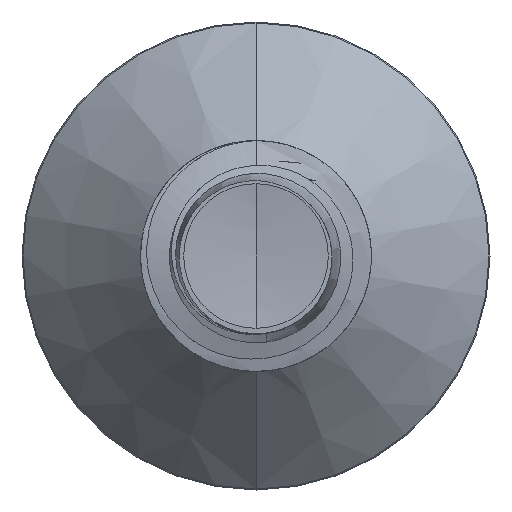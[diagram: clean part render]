
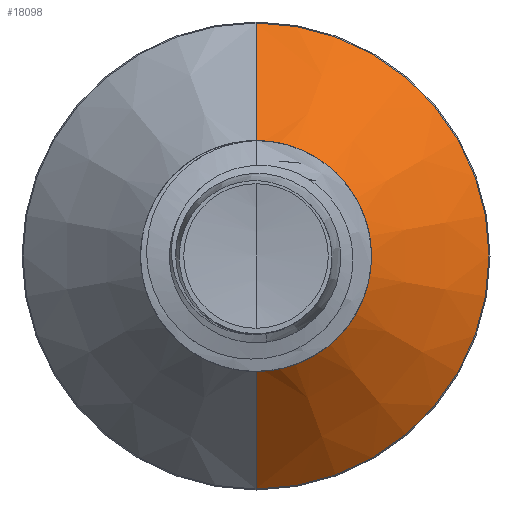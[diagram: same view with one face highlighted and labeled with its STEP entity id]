
A CAD part, front view. The second image highlights one B-rep face of the part: STEP entity #18098.
In plain terms, the highlighted conical face has half-angle 45 degrees and reference radius 0.859 mm.
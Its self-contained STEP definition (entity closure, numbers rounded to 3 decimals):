
#108 = ORIENTED_EDGE ( 'NONE', *, *, #20195, .T. ) ;
#130 = ORIENTED_EDGE ( 'NONE', *, *, #15077, .F. ) ;
#1794 = EDGE_LOOP ( 'NONE', ( #12998, #108, #6120, #130 ) ) ;
#2316 = VERTEX_POINT ( 'NONE', #5582 ) ;
#2661 = CARTESIAN_POINT ( 'NONE',  ( 0., 6.684, 0. ) ) ;
#2830 = VECTOR ( 'NONE', #11344, 1000. ) ;
#3105 = CIRCLE ( 'NONE', #7191, 0.859 ) ;
#3555 = CARTESIAN_POINT ( 'NONE',  ( 0., 7.642, 0. ) ) ;
#3655 = FACE_OUTER_BOUND ( 'NONE', #1794, .T. ) ;
#4009 = DIRECTION ( 'NONE',  ( 0., 0., 1. ) ) ;
#4198 = VERTEX_POINT ( 'NONE', #4679 ) ;
#4360 = DIRECTION ( 'NONE',  ( 0., 0., 1. ) ) ;
#4679 = CARTESIAN_POINT ( 'NONE',  ( 0., 7.642, -1.817 ) ) ;
#4886 = AXIS2_PLACEMENT_3D ( 'NONE', #13912, #20281, #4009 ) ;
#5249 = DIRECTION ( 'NONE',  ( 0., 0., 1. ) ) ;
#5582 = CARTESIAN_POINT ( 'NONE',  ( 0., 6.684, 0.859 ) ) ;
#6120 = ORIENTED_EDGE ( 'NONE', *, *, #17779, .F. ) ;
#7191 = AXIS2_PLACEMENT_3D ( 'NONE', #2661, #14252, #4360 ) ;
#7644 = CONICAL_SURFACE ( 'NONE', #4886, 0.859, 0.785 ) ;
#7901 = CARTESIAN_POINT ( 'NONE',  ( 0., 6.684, 0.859 ) ) ;
#9707 = CIRCLE ( 'NONE', #18554, 1.817 ) ;
#9731 = CARTESIAN_POINT ( 'NONE',  ( 0., 6.684, -0.859 ) ) ;
#10223 = VERTEX_POINT ( 'NONE', #15852 ) ;
#11344 = DIRECTION ( 'NONE',  ( 0., 0.707, -0.707 ) ) ;
#12003 = LINE ( 'NONE', #7901, #20116 ) ;
#12234 = LINE ( 'NONE', #9731, #2830 ) ;
#12795 = CARTESIAN_POINT ( 'NONE',  ( 0., 7.642, 1.817 ) ) ;
#12998 = ORIENTED_EDGE ( 'NONE', *, *, #18360, .T. ) ;
#13912 = CARTESIAN_POINT ( 'NONE',  ( 0., 6.684, 0. ) ) ;
#14252 = DIRECTION ( 'NONE',  ( 0., 1., 0. ) ) ;
#15077 = EDGE_CURVE ( 'NONE', #2316, #16957, #12003, .T. ) ;
#15133 = DIRECTION ( 'NONE',  ( 0., 1., 0. ) ) ;
#15852 = CARTESIAN_POINT ( 'NONE',  ( 0., 6.684, -0.859 ) ) ;
#16957 = VERTEX_POINT ( 'NONE', #12795 ) ;
#17779 = EDGE_CURVE ( 'NONE', #16957, #4198, #9707, .T. ) ;
#18098 = ADVANCED_FACE ( 'NONE', ( #3655 ), #7644, .T. ) ;
#18360 = EDGE_CURVE ( 'NONE', #2316, #10223, #3105, .T. ) ;
#18554 = AXIS2_PLACEMENT_3D ( 'NONE', #3555, #15133, #5249 ) ;
#20116 = VECTOR ( 'NONE', #21011, 1000. ) ;
#20195 = EDGE_CURVE ( 'NONE', #10223, #4198, #12234, .T. ) ;
#20281 = DIRECTION ( 'NONE',  ( 0., 1., 0. ) ) ;
#21011 = DIRECTION ( 'NONE',  ( 0., 0.707, 0.707 ) ) ;
